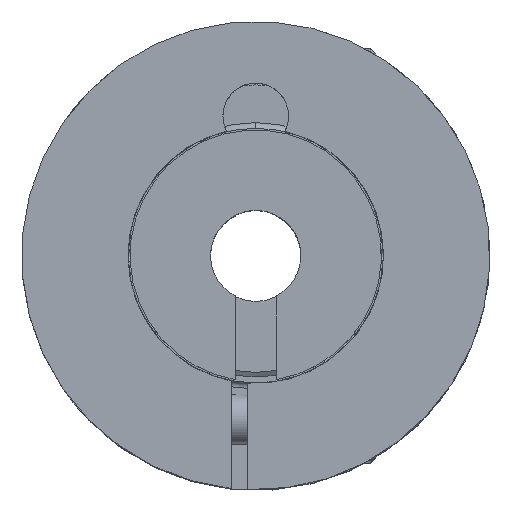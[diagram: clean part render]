
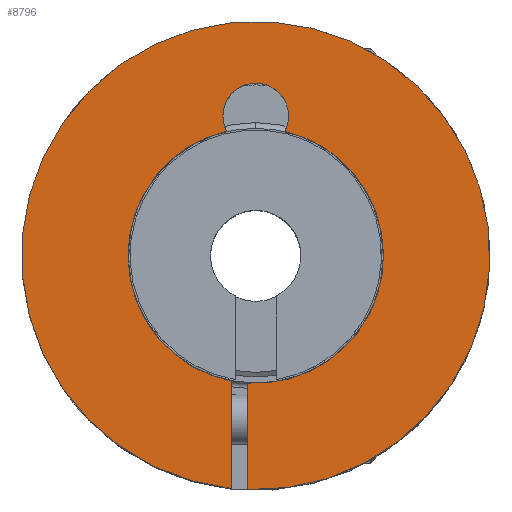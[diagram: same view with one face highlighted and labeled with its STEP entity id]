
A CAD part, top view. The second image highlights one B-rep face of the part: STEP entity #8796.
In plain terms, the highlighted planar face has unit normal (0, 0, 1).
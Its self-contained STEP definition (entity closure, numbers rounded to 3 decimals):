
#2652=CARTESIAN_POINT('',(0.,0.,29.65));
#2653=DIRECTION('',(0.,0.,1.));
#2654=DIRECTION('',(-0.035,-0.999,0.));
#2655=AXIS2_PLACEMENT_3D('',#2652,#2653,#2654);
#2733=CARTESIAN_POINT('',(0.,17.,29.65));
#2734=DIRECTION('',(0.,0.,-1.));
#2735=DIRECTION('',(-0.885,-0.465,0.));
#2736=AXIS2_PLACEMENT_3D('',#2733,#2734,#2735);
#2738=DIRECTION('',(0.,-1.,0.));
#2739=VECTOR('',#2738,13.084);
#2740=CARTESIAN_POINT('',(-3.,-15.258,29.65));
#2741=LINE('',#2740,#2739);
#2742=DIRECTION('',(0.,1.,0.));
#2743=VECTOR('',#2742,12.965);
#2744=CARTESIAN_POINT('',(-1.,-28.482,29.65));
#2745=LINE('',#2744,#2743);
#2755=CARTESIAN_POINT('',(0.,0.,29.65));
#2756=DIRECTION('',(0.,0.,-1.));
#2757=DIRECTION('',(-0.193,-0.981,0.));
#2758=AXIS2_PLACEMENT_3D('',#2755,#2756,#2757);
#2851=CARTESIAN_POINT('',(0.,0.,29.65));
#2852=DIRECTION('',(0.,0.,-1.));
#2853=DIRECTION('',(0.228,0.974,0.));
#2854=AXIS2_PLACEMENT_3D('',#2851,#2852,#2853);
#3930=CARTESIAN_POINT('',(-1.,-28.482,29.65));
#3931=CARTESIAN_POINT('',(-1.,-15.518,29.65));
#3932=VERTEX_POINT('',#3930);
#3933=VERTEX_POINT('',#3931);
#3934=CARTESIAN_POINT('',(-3.,-15.258,29.65));
#3935=CARTESIAN_POINT('',(-3.,-28.342,29.65));
#3936=VERTEX_POINT('',#3934);
#3937=VERTEX_POINT('',#3935);
#3953=CARTESIAN_POINT('',(3.542,15.141,29.65));
#3955=VERTEX_POINT('',#3953);
#3957=CARTESIAN_POINT('',(-3.542,15.141,29.65));
#3959=VERTEX_POINT('',#3957);
#8781=CARTESIAN_POINT('',(0.,0.,29.65));
#8782=DIRECTION('',(0.,0.,1.));
#8783=DIRECTION('',(0.,1.,0.));
#8784=AXIS2_PLACEMENT_3D('',#8781,#8782,#8783);
#8785=PLANE('',#8784);
#8786=ORIENTED_EDGE('',*,*,#8207,.F.);
#8788=ORIENTED_EDGE('',*,*,#8787,.F.);
#8789=ORIENTED_EDGE('',*,*,#8253,.T.);
#8790=ORIENTED_EDGE('',*,*,#8763,.F.);
#8791=ORIENTED_EDGE('',*,*,#8155,.T.);
#8793=ORIENTED_EDGE('',*,*,#8792,.F.);
#8794=EDGE_LOOP('',(#8786,#8788,#8789,#8790,#8791,#8793));
#8795=FACE_OUTER_BOUND('',#8794,.F.);
#8796=ADVANCED_FACE('',(#8795),#8785,.T.);
#2656=CIRCLE('',#2655,28.5);
#2737=CIRCLE('',#2736,4.);
#2759=CIRCLE('',#2758,15.55);
#2855=CIRCLE('',#2854,15.55);
#8155=EDGE_CURVE('',#3932,#3933,#2745,.T.);
#8207=EDGE_CURVE('',#3959,#3955,#2737,.T.);
#8253=EDGE_CURVE('',#3936,#3937,#2741,.T.);
#8763=EDGE_CURVE('',#3932,#3937,#2656,.T.);
#8787=EDGE_CURVE('',#3936,#3959,#2759,.T.);
#8792=EDGE_CURVE('',#3955,#3933,#2855,.T.);
